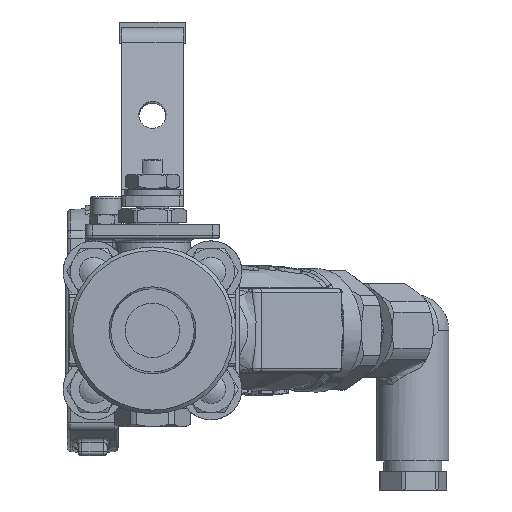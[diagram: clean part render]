
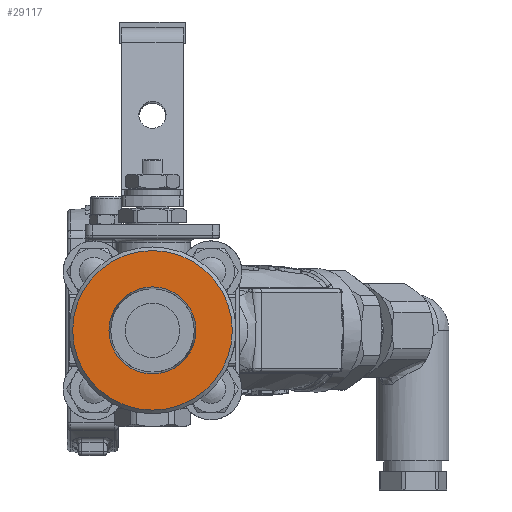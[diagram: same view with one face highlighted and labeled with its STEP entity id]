
A CAD part, left-side view. The second image highlights one B-rep face of the part: STEP entity #29117.
In plain terms, the highlighted planar face has unit normal (-1, 0, 0).
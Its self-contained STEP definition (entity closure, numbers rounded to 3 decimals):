
#2820=FACE_BOUND('',#6238,.T.);
#3239=PLANE('',#31722);
#4361=FACE_OUTER_BOUND('',#6237,.T.);
#6237=EDGE_LOOP('',(#22876));
#6238=EDGE_LOOP('',(#22877));
#10751=CIRCLE('',#31618,22.);
#10811=CIRCLE('',#31723,11.987);
#12860=VERTEX_POINT('',#49514);
#12920=VERTEX_POINT('',#50582);
#16305=EDGE_CURVE('',#12860,#12860,#10751,.T.);
#16432=EDGE_CURVE('',#12920,#12920,#10811,.T.);
#22876=ORIENTED_EDGE('',*,*,#16305,.F.);
#22877=ORIENTED_EDGE('',*,*,#16432,.T.);
#29117=ADVANCED_FACE('',(#4361,#2820),#3239,.T.);
#31618=AXIS2_PLACEMENT_3D('',#49515,#37081,#37082);
#31722=AXIS2_PLACEMENT_3D('',#50581,#37321,#37322);
#31723=AXIS2_PLACEMENT_3D('',#50583,#37323,#37324);
#37081=DIRECTION('center_axis',(1.,0.,0.));
#37082=DIRECTION('ref_axis',(0.,1.,0.));
#37321=DIRECTION('center_axis',(-1.,0.,0.));
#37322=DIRECTION('ref_axis',(0.,-1.,0.));
#37323=DIRECTION('center_axis',(1.,0.,0.));
#37324=DIRECTION('ref_axis',(0.,-1.,0.));
#49514=CARTESIAN_POINT('',(-135.036,-3.167,-1.517));
#49515=CARTESIAN_POINT('Origin',(-135.036,18.833,-1.517));
#50581=CARTESIAN_POINT('Origin',(-135.036,18.833,-1.517));
#50582=CARTESIAN_POINT('',(-135.036,30.82,-1.517));
#50583=CARTESIAN_POINT('Origin',(-135.036,18.833,-1.517));
